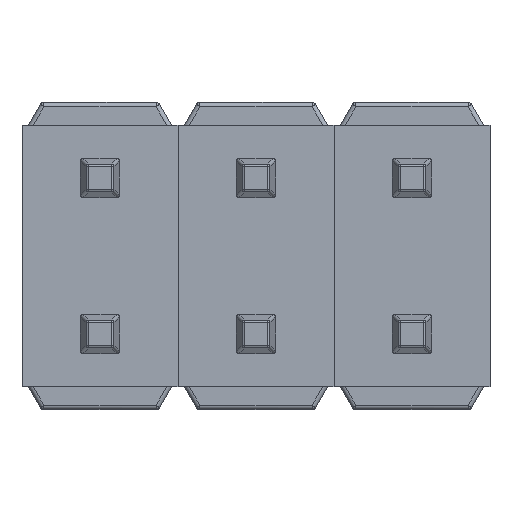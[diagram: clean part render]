
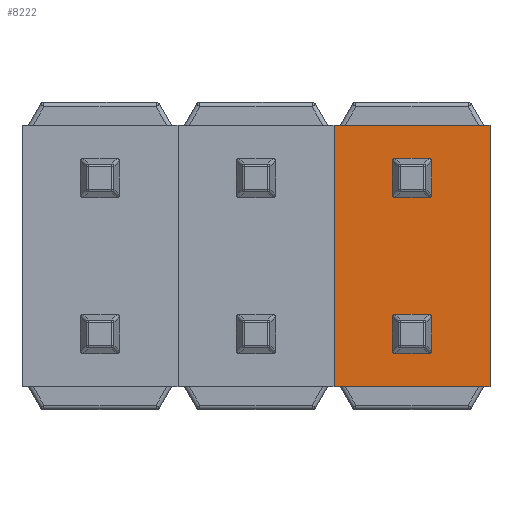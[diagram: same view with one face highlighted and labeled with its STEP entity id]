
A CAD part, front view. The second image highlights one B-rep face of the part: STEP entity #8222.
In plain terms, the highlighted planar face has unit normal (0, -1, 0).
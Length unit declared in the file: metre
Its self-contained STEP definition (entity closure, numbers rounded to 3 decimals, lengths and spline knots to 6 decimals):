
#88=PLANE('',#8974);
#592=LINE('',#13136,#1288);
#593=LINE('',#13139,#1289);
#594=LINE('',#13141,#1290);
#595=LINE('',#13143,#1291);
#596=LINE('',#13145,#1292);
#597=LINE('',#13147,#1293);
#598=LINE('',#13149,#1294);
#599=LINE('',#13151,#1295);
#600=LINE('',#13155,#1296);
#601=LINE('',#13159,#1297);
#602=LINE('',#13163,#1298);
#603=LINE('',#13167,#1299);
#604=LINE('',#13171,#1300);
#605=LINE('',#13175,#1301);
#606=LINE('',#13179,#1302);
#607=LINE('',#13183,#1303);
#1288=VECTOR('',#10138,1.);
#1289=VECTOR('',#10139,1.);
#1290=VECTOR('',#10140,1.);
#1291=VECTOR('',#10141,1.);
#1292=VECTOR('',#10142,1.);
#1293=VECTOR('',#10143,1.);
#1294=VECTOR('',#10144,1.);
#1295=VECTOR('',#10145,1.);
#1296=VECTOR('',#10148,1.);
#1297=VECTOR('',#10151,1.);
#1298=VECTOR('',#10154,1.);
#1299=VECTOR('',#10157,1.);
#1300=VECTOR('',#10160,1.);
#1301=VECTOR('',#10163,1.);
#1302=VECTOR('',#10166,1.);
#1303=VECTOR('',#10169,1.);
#2340=ORIENTED_EDGE('',*,*,#4824,.T.);
#2341=ORIENTED_EDGE('',*,*,#4825,.T.);
#2342=ORIENTED_EDGE('',*,*,#4826,.T.);
#2343=ORIENTED_EDGE('',*,*,#4827,.T.);
#2344=ORIENTED_EDGE('',*,*,#4828,.T.);
#2345=ORIENTED_EDGE('',*,*,#4829,.T.);
#2346=ORIENTED_EDGE('',*,*,#4830,.T.);
#2347=ORIENTED_EDGE('',*,*,#4831,.T.);
#2348=ORIENTED_EDGE('',*,*,#4832,.T.);
#2349=ORIENTED_EDGE('',*,*,#4833,.T.);
#2350=ORIENTED_EDGE('',*,*,#4834,.T.);
#2351=ORIENTED_EDGE('',*,*,#4835,.T.);
#2352=ORIENTED_EDGE('',*,*,#4836,.T.);
#2353=ORIENTED_EDGE('',*,*,#4837,.T.);
#2354=ORIENTED_EDGE('',*,*,#4838,.T.);
#2355=ORIENTED_EDGE('',*,*,#4839,.T.);
#2356=ORIENTED_EDGE('',*,*,#4840,.T.);
#2357=ORIENTED_EDGE('',*,*,#4841,.T.);
#2358=ORIENTED_EDGE('',*,*,#4842,.T.);
#2359=ORIENTED_EDGE('',*,*,#4843,.T.);
#2360=ORIENTED_EDGE('',*,*,#4844,.T.);
#2361=ORIENTED_EDGE('',*,*,#4845,.T.);
#2362=ORIENTED_EDGE('',*,*,#4846,.T.);
#2363=ORIENTED_EDGE('',*,*,#4847,.T.);
#4824=EDGE_CURVE('',#6048,#6049,#592,.T.);
#4825=EDGE_CURVE('',#6049,#6050,#593,.T.);
#4826=EDGE_CURVE('',#6050,#6051,#594,.T.);
#4827=EDGE_CURVE('',#6051,#6052,#595,.T.);
#4828=EDGE_CURVE('',#6052,#6053,#596,.T.);
#4829=EDGE_CURVE('',#6053,#6054,#597,.T.);
#4830=EDGE_CURVE('',#6054,#6055,#598,.T.);
#4831=EDGE_CURVE('',#6055,#6048,#599,.T.);
#4832=EDGE_CURVE('',#6056,#6057,#6750,.T.);
#4833=EDGE_CURVE('',#6057,#6058,#600,.T.);
#4834=EDGE_CURVE('',#6058,#6059,#6751,.T.);
#4835=EDGE_CURVE('',#6059,#6060,#601,.T.);
#4836=EDGE_CURVE('',#6060,#6061,#6752,.T.);
#4837=EDGE_CURVE('',#6061,#6062,#602,.T.);
#4838=EDGE_CURVE('',#6062,#6063,#6753,.T.);
#4839=EDGE_CURVE('',#6063,#6056,#603,.T.);
#4840=EDGE_CURVE('',#6064,#6065,#6754,.T.);
#4841=EDGE_CURVE('',#6065,#6066,#604,.T.);
#4842=EDGE_CURVE('',#6066,#6067,#6755,.T.);
#4843=EDGE_CURVE('',#6067,#6068,#605,.T.);
#4844=EDGE_CURVE('',#6068,#6069,#6756,.T.);
#4845=EDGE_CURVE('',#6069,#6070,#606,.T.);
#4846=EDGE_CURVE('',#6070,#6071,#6757,.T.);
#4847=EDGE_CURVE('',#6071,#6064,#607,.T.);
#6048=VERTEX_POINT('',#13137);
#6049=VERTEX_POINT('',#13138);
#6050=VERTEX_POINT('',#13140);
#6051=VERTEX_POINT('',#13142);
#6052=VERTEX_POINT('',#13144);
#6053=VERTEX_POINT('',#13146);
#6054=VERTEX_POINT('',#13148);
#6055=VERTEX_POINT('',#13150);
#6056=VERTEX_POINT('',#13153);
#6057=VERTEX_POINT('',#13154);
#6058=VERTEX_POINT('',#13156);
#6059=VERTEX_POINT('',#13158);
#6060=VERTEX_POINT('',#13160);
#6061=VERTEX_POINT('',#13162);
#6062=VERTEX_POINT('',#13164);
#6063=VERTEX_POINT('',#13166);
#6064=VERTEX_POINT('',#13169);
#6065=VERTEX_POINT('',#13170);
#6066=VERTEX_POINT('',#13172);
#6067=VERTEX_POINT('',#13174);
#6068=VERTEX_POINT('',#13176);
#6069=VERTEX_POINT('',#13178);
#6070=VERTEX_POINT('',#13180);
#6071=VERTEX_POINT('',#13182);
#6750=CIRCLE('',#8975,0.00004);
#6751=CIRCLE('',#8976,0.00004);
#6752=CIRCLE('',#8977,0.00004);
#6753=CIRCLE('',#8978,0.00004);
#6754=CIRCLE('',#8979,0.00004);
#6755=CIRCLE('',#8980,0.00004);
#6756=CIRCLE('',#8981,0.00004);
#6757=CIRCLE('',#8982,0.00004);
#7082=EDGE_LOOP('',(#2340,#2341,#2342,#2343,#2344,#2345,#2346,#2347));
#7083=EDGE_LOOP('',(#2348,#2349,#2350,#2351,#2352,#2353,#2354,#2355));
#7084=EDGE_LOOP('',(#2356,#2357,#2358,#2359,#2360,#2361,#2362,#2363));
#7640=FACE_BOUND('',#7082,.T.);
#7641=FACE_BOUND('',#7083,.T.);
#7642=FACE_BOUND('',#7084,.T.);
#8222=ADVANCED_FACE('',(#7640,#7641,#7642),#88,.F.);
#8974=AXIS2_PLACEMENT_3D('',#13135,#10136,#10137);
#8975=AXIS2_PLACEMENT_3D('',#13152,#10146,#10147);
#8976=AXIS2_PLACEMENT_3D('',#13157,#10149,#10150);
#8977=AXIS2_PLACEMENT_3D('',#13161,#10152,#10153);
#8978=AXIS2_PLACEMENT_3D('',#13165,#10155,#10156);
#8979=AXIS2_PLACEMENT_3D('',#13168,#10158,#10159);
#8980=AXIS2_PLACEMENT_3D('',#13173,#10161,#10162);
#8981=AXIS2_PLACEMENT_3D('',#13177,#10164,#10165);
#8982=AXIS2_PLACEMENT_3D('',#13181,#10167,#10168);
#10136=DIRECTION('',(0.,1.,0.));
#10137=DIRECTION('',(0.,0.,1.));
#10138=DIRECTION('',(0.,0.,-1.));
#10139=DIRECTION('',(1.,0.,0.));
#10140=DIRECTION('',(1.,0.,0.));
#10141=DIRECTION('',(1.,0.,0.));
#10142=DIRECTION('',(0.,0.,1.));
#10143=DIRECTION('',(-1.,0.,0.));
#10144=DIRECTION('',(-1.,0.,0.));
#10145=DIRECTION('',(-1.,0.,0.));
#10146=DIRECTION('',(0.,1.,0.));
#10147=DIRECTION('',(0.,0.,1.));
#10148=DIRECTION('',(1.,0.,0.));
#10149=DIRECTION('',(0.,1.,0.));
#10150=DIRECTION('',(0.,0.,1.));
#10151=DIRECTION('',(0.,0.,-1.));
#10152=DIRECTION('',(0.,1.,0.));
#10153=DIRECTION('',(0.,0.,1.));
#10154=DIRECTION('',(-1.,0.,0.));
#10155=DIRECTION('',(0.,1.,0.));
#10156=DIRECTION('',(0.,0.,1.));
#10157=DIRECTION('',(0.,0.,1.));
#10158=DIRECTION('',(0.,1.,0.));
#10159=DIRECTION('',(0.,0.,1.));
#10160=DIRECTION('',(1.,0.,0.));
#10161=DIRECTION('',(0.,1.,0.));
#10162=DIRECTION('',(0.,0.,1.));
#10163=DIRECTION('',(0.,0.,-1.));
#10164=DIRECTION('',(0.,1.,0.));
#10165=DIRECTION('',(0.,0.,1.));
#10166=DIRECTION('',(-1.,0.,0.));
#10167=DIRECTION('',(0.,1.,0.));
#10168=DIRECTION('',(0.,0.,1.));
#10169=DIRECTION('',(0.,0.,1.));
#13135=CARTESIAN_POINT('',(0.00508,-0.00085,0.));
#13136=CARTESIAN_POINT('',(0.00381,-0.00085,-0.002125));
#13137=CARTESIAN_POINT('',(0.00381,-0.00085,0.002125));
#13138=CARTESIAN_POINT('',(0.00381,-0.00085,-0.002125));
#13139=CARTESIAN_POINT('',(0.00508,-0.00085,-0.002125));
#13140=CARTESIAN_POINT('',(0.00391,-0.00085,-0.002125));
#13141=CARTESIAN_POINT('',(0.00508,-0.00085,-0.002125));
#13142=CARTESIAN_POINT('',(0.00625,-0.00085,-0.002125));
#13143=CARTESIAN_POINT('',(0.00635,-0.00085,-0.002125));
#13144=CARTESIAN_POINT('',(0.00635,-0.00085,-0.002125));
#13145=CARTESIAN_POINT('',(0.00635,-0.00085,0.002125));
#13146=CARTESIAN_POINT('',(0.00635,-0.00085,0.002125));
#13147=CARTESIAN_POINT('',(0.00381,-0.00085,0.002125));
#13148=CARTESIAN_POINT('',(0.00625,-0.00085,0.002125));
#13149=CARTESIAN_POINT('',(0.00508,-0.00085,0.002125));
#13150=CARTESIAN_POINT('',(0.00391,-0.00085,0.002125));
#13151=CARTESIAN_POINT('',(0.00508,-0.00085,0.002125));
#13152=CARTESIAN_POINT('',(0.0048,-0.00085,-0.00099));
#13153=CARTESIAN_POINT('',(0.00476,-0.00085,-0.00099));
#13154=CARTESIAN_POINT('',(0.0048,-0.00085,-0.00095));
#13155=CARTESIAN_POINT('',(0.0048,-0.00085,-0.00095));
#13156=CARTESIAN_POINT('',(0.00536,-0.00085,-0.00095));
#13157=CARTESIAN_POINT('',(0.00536,-0.00085,-0.00099));
#13158=CARTESIAN_POINT('',(0.0054,-0.00085,-0.00099));
#13159=CARTESIAN_POINT('',(0.0054,-0.00085,0.));
#13160=CARTESIAN_POINT('',(0.0054,-0.00085,-0.00155));
#13161=CARTESIAN_POINT('',(0.00536,-0.00085,-0.00155));
#13162=CARTESIAN_POINT('',(0.00536,-0.00085,-0.00159));
#13163=CARTESIAN_POINT('',(0.0048,-0.00085,-0.00159));
#13164=CARTESIAN_POINT('',(0.0048,-0.00085,-0.00159));
#13165=CARTESIAN_POINT('',(0.0048,-0.00085,-0.00155));
#13166=CARTESIAN_POINT('',(0.00476,-0.00085,-0.00155));
#13167=CARTESIAN_POINT('',(0.00476,-0.00085,0.));
#13168=CARTESIAN_POINT('',(0.0048,-0.00085,0.00155));
#13169=CARTESIAN_POINT('',(0.00476,-0.00085,0.00155));
#13170=CARTESIAN_POINT('',(0.0048,-0.00085,0.00159));
#13171=CARTESIAN_POINT('',(0.0048,-0.00085,0.00159));
#13172=CARTESIAN_POINT('',(0.00536,-0.00085,0.00159));
#13173=CARTESIAN_POINT('',(0.00536,-0.00085,0.00155));
#13174=CARTESIAN_POINT('',(0.0054,-0.00085,0.00155));
#13175=CARTESIAN_POINT('',(0.0054,-0.00085,0.00155));
#13176=CARTESIAN_POINT('',(0.0054,-0.00085,0.00099));
#13177=CARTESIAN_POINT('',(0.00536,-0.00085,0.00099));
#13178=CARTESIAN_POINT('',(0.00536,-0.00085,0.00095));
#13179=CARTESIAN_POINT('',(0.0048,-0.00085,0.00095));
#13180=CARTESIAN_POINT('',(0.0048,-0.00085,0.00095));
#13181=CARTESIAN_POINT('',(0.0048,-0.00085,0.00099));
#13182=CARTESIAN_POINT('',(0.00476,-0.00085,0.00099));
#13183=CARTESIAN_POINT('',(0.00476,-0.00085,0.00155));
